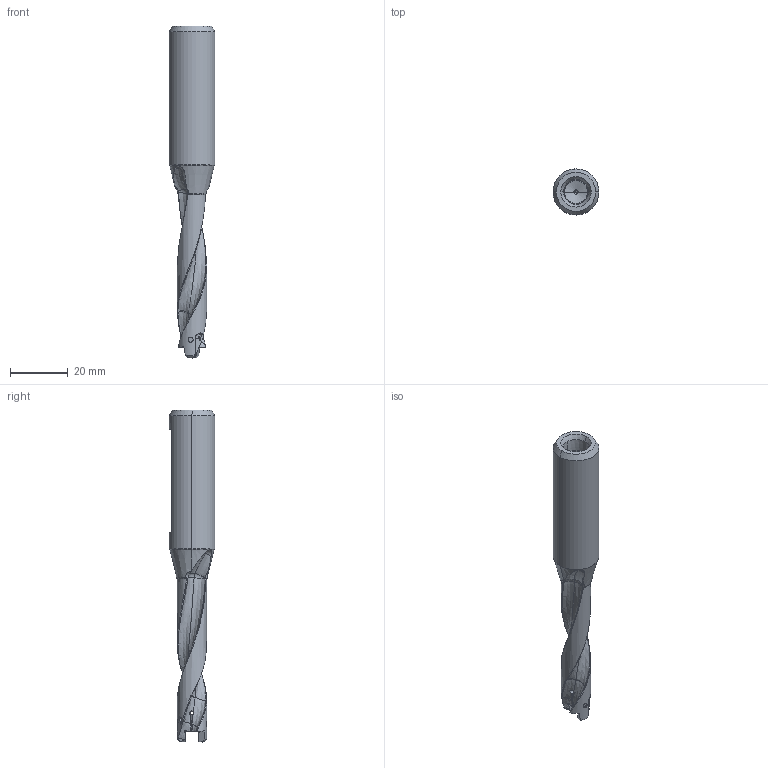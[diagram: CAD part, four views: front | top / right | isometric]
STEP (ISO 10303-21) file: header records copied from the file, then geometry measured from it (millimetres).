
FILE_DESCRIPTION(/* description */ (''),/* implementation_level */ '2;1');
FILE_NAME(/* name */ 'STAWMN0027.stp',/* time_stamp */ '2025-06-11T16:51:40+09:00',/* author */ (''),/* organization */ (''),/* preprocessor_version */ 'ST-DEVELOPER v18.101',/* originating_system */ 'SIEMENS PLM Software NX 2011',/* authorisation */ '');
FILE_SCHEMA (('AUTOMOTIVE_DESIGN { 1 0 10303 214 3 1 1 1 }'));
Length unit declared in the file: millimetre
Products named in the file (1): STAWMN0027_ASM
Bounding box: 15.88 x 15.88 x 114.69 mm (x, y, z)
Volume: 10298.1 mm3; surface area: 6514.1 mm2
Topology: 3 solids, 3 shells, 193 faces, 606 edges, 407 vertices
Faces by surface type: cylinder 67, plane 40, cone 36, bspline 24, sphere 20, torus 6
Entity records: 12077 total; most frequent: CARTESIAN_POINT 7169, ORIENTED_EDGE 1176, DIRECTION 774, EDGE_CURVE 588, VERTEX_POINT 403, AXIS2_PLACEMENT_3D 318, B_SPLINE_CURVE_WITH_KNOTS 316, EDGE_LOOP 205
